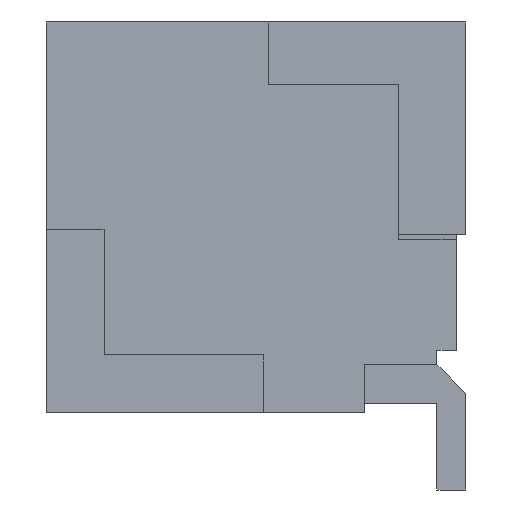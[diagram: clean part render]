
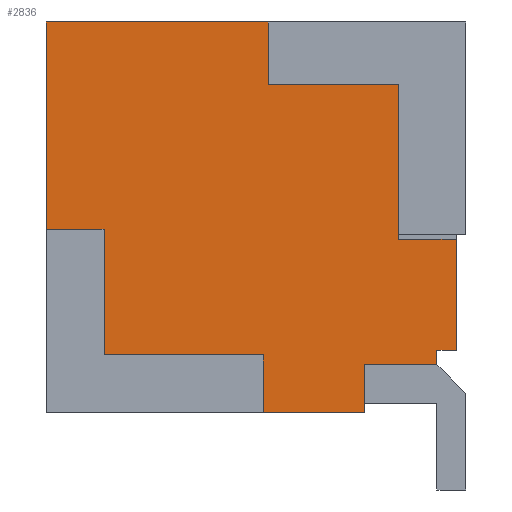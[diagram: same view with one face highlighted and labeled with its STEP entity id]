
A CAD part, left-side view. The second image highlights one B-rep face of the part: STEP entity #2836.
In plain terms, the highlighted planar face has unit normal (-1, 0, 0).
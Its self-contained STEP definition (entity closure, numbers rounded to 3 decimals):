
#2836=ADVANCED_FACE('',(#3072),#8104,.T.);
#3072=FACE_OUTER_BOUND('',#3308,.T.);
#3308=EDGE_LOOP('',(#4404,#4405,#4406,#4407,#4408,#4409,#4410,#4411,#4412,
#4413,#4414,#4415,#4416,#4417,#4418,#4419));
#4404=ORIENTED_EDGE('',*,*,#5545,.F.);
#4405=ORIENTED_EDGE('',*,*,#5546,.F.);
#4406=ORIENTED_EDGE('',*,*,#5547,.F.);
#4407=ORIENTED_EDGE('',*,*,#5548,.F.);
#4408=ORIENTED_EDGE('',*,*,#5549,.F.);
#4409=ORIENTED_EDGE('',*,*,#5550,.F.);
#4410=ORIENTED_EDGE('',*,*,#5551,.F.);
#4411=ORIENTED_EDGE('',*,*,#5552,.F.);
#4412=ORIENTED_EDGE('',*,*,#5553,.F.);
#4413=ORIENTED_EDGE('',*,*,#5554,.F.);
#4414=ORIENTED_EDGE('',*,*,#5555,.F.);
#4415=ORIENTED_EDGE('',*,*,#5556,.F.);
#4416=ORIENTED_EDGE('',*,*,#5557,.F.);
#4417=ORIENTED_EDGE('',*,*,#5558,.F.);
#4418=ORIENTED_EDGE('',*,*,#5559,.F.);
#4419=ORIENTED_EDGE('',*,*,#5544,.F.);
#5544=EDGE_CURVE('',#7824,#7825,#6684,.T.);
#5545=EDGE_CURVE('',#7826,#7824,#6685,.T.);
#5546=EDGE_CURVE('',#7827,#7826,#6686,.T.);
#5547=EDGE_CURVE('',#7828,#7827,#6687,.T.);
#5548=EDGE_CURVE('',#7829,#7828,#6688,.T.);
#5549=EDGE_CURVE('',#7830,#7829,#6689,.T.);
#5550=EDGE_CURVE('',#7831,#7830,#6690,.T.);
#5551=EDGE_CURVE('',#7832,#7831,#6691,.T.);
#5552=EDGE_CURVE('',#7833,#7832,#6692,.T.);
#5553=EDGE_CURVE('',#7834,#7833,#6693,.T.);
#5554=EDGE_CURVE('',#7835,#7834,#6694,.T.);
#5555=EDGE_CURVE('',#7836,#7835,#6695,.T.);
#5556=EDGE_CURVE('',#7837,#7836,#6696,.T.);
#5557=EDGE_CURVE('',#7838,#7837,#6697,.T.);
#5558=EDGE_CURVE('',#7839,#7838,#6698,.T.);
#5559=EDGE_CURVE('',#7825,#7839,#6699,.T.);
#6684=B_SPLINE_CURVE_WITH_KNOTS('',1,(#12116,#12117),.UNSPECIFIED.,.F.,
 .F.,(2,2),(-0.6,0.),.UNSPECIFIED.);
#6685=B_SPLINE_CURVE_WITH_KNOTS('',1,(#12118,#12119),.UNSPECIFIED.,.F.,
 .F.,(2,2),(-1.3,0.),.UNSPECIFIED.);
#6686=B_SPLINE_CURVE_WITH_KNOTS('',1,(#12120,#12121),.UNSPECIFIED.,.F.,
 .F.,(2,2),(-1.65,0.),.UNSPECIFIED.);
#6687=B_SPLINE_CURVE_WITH_KNOTS('',1,(#12122,#12123),.UNSPECIFIED.,.F.,
 .F.,(2,2),(-0.6,0.),.UNSPECIFIED.);
#6688=B_SPLINE_CURVE_WITH_KNOTS('',1,(#12124,#12125),.UNSPECIFIED.,.F.,
 .F.,(2,2),(-1.05,0.),.UNSPECIFIED.);
#6689=B_SPLINE_CURVE_WITH_KNOTS('',1,(#12126,#12127),.UNSPECIFIED.,.F.,
 .F.,(2,2),(-0.5,0.),.UNSPECIFIED.);
#6690=B_SPLINE_CURVE_WITH_KNOTS('',1,(#12128,#12129),.UNSPECIFIED.,.F.,
 .F.,(2,2),(-0.75,0.),.UNSPECIFIED.);
#6691=B_SPLINE_CURVE_WITH_KNOTS('',1,(#12130,#12131),.UNSPECIFIED.,.F.,
 .F.,(2,2),(-0.15,0.),.UNSPECIFIED.);
#6692=B_SPLINE_CURVE_WITH_KNOTS('',1,(#12132,#12133),.UNSPECIFIED.,.F.,
 .F.,(2,2),(-0.2,0.),.UNSPECIFIED.);
#6693=B_SPLINE_CURVE_WITH_KNOTS('',1,(#12134,#12135),.UNSPECIFIED.,.F.,
 .F.,(2,2),(0.,1.15),.UNSPECIFIED.);
#6694=B_SPLINE_CURVE_WITH_KNOTS('',1,(#12136,#12137),.UNSPECIFIED.,.F.,
 .F.,(2,2),(-0.6,0.),.UNSPECIFIED.);
#6695=B_SPLINE_CURVE_WITH_KNOTS('',1,(#12138,#12139),.UNSPECIFIED.,.F.,
 .F.,(2,2),(-1.6,0.),.UNSPECIFIED.);
#6696=B_SPLINE_CURVE_WITH_KNOTS('',1,(#12140,#12141),.UNSPECIFIED.,.F.,
 .F.,(2,2),(-1.35,0.),.UNSPECIFIED.);
#6697=B_SPLINE_CURVE_WITH_KNOTS('',1,(#12142,#12143),.UNSPECIFIED.,.F.,
 .F.,(2,2),(-0.65,0.),.UNSPECIFIED.);
#6698=B_SPLINE_CURVE_WITH_KNOTS('',1,(#12144,#12145),.UNSPECIFIED.,.F.,
 .F.,(2,2),(0.,2.3),.UNSPECIFIED.);
#6699=B_SPLINE_CURVE_WITH_KNOTS('',1,(#12146,#12147),.UNSPECIFIED.,.F.,
 .F.,(2,2),(-2.15,0.),.UNSPECIFIED.);
#7824=VERTEX_POINT('',#12100);
#7825=VERTEX_POINT('',#12101);
#7826=VERTEX_POINT('',#12102);
#7827=VERTEX_POINT('',#12103);
#7828=VERTEX_POINT('',#12104);
#7829=VERTEX_POINT('',#12105);
#7830=VERTEX_POINT('',#12106);
#7831=VERTEX_POINT('',#12107);
#7832=VERTEX_POINT('',#12108);
#7833=VERTEX_POINT('',#12109);
#7834=VERTEX_POINT('',#12110);
#7835=VERTEX_POINT('',#12111);
#7836=VERTEX_POINT('',#12112);
#7837=VERTEX_POINT('',#12113);
#7838=VERTEX_POINT('',#12114);
#7839=VERTEX_POINT('',#12115);
#8104=PLANE('',#8360);
#8360=AXIS2_PLACEMENT_3D('',#12099,#8599,$);
#8599=DIRECTION('',(-1.,0.,0.));
#12099=CARTESIAN_POINT('',(-8.25,-0.425,4.455));
#12100=CARTESIAN_POINT('',(-8.25,3.65,1.9));
#12101=CARTESIAN_POINT('',(-8.25,4.25,1.9));
#12102=CARTESIAN_POINT('',(-8.25,3.65,0.6));
#12103=CARTESIAN_POINT('',(-8.25,2.,0.6));
#12104=CARTESIAN_POINT('',(-8.25,2.,0.));
#12105=CARTESIAN_POINT('',(-8.25,0.95,0.));
#12106=CARTESIAN_POINT('',(-8.25,0.95,0.5));
#12107=CARTESIAN_POINT('',(-8.25,0.2,0.5));
#12108=CARTESIAN_POINT('',(-8.25,0.2,0.65));
#12109=CARTESIAN_POINT('',(-8.25,0.,0.65));
#12110=CARTESIAN_POINT('',(-8.25,0.,1.8));
#12111=CARTESIAN_POINT('',(-8.25,0.6,1.8));
#12112=CARTESIAN_POINT('',(-8.25,0.6,3.4));
#12113=CARTESIAN_POINT('',(-8.25,1.95,3.4));
#12114=CARTESIAN_POINT('',(-8.25,1.95,4.05));
#12115=CARTESIAN_POINT('',(-8.25,4.25,4.05));
#12116=CARTESIAN_POINT('',(-8.25,3.65,1.9));
#12117=CARTESIAN_POINT('',(-8.25,4.25,1.9));
#12118=CARTESIAN_POINT('',(-8.25,3.65,0.6));
#12119=CARTESIAN_POINT('',(-8.25,3.65,1.9));
#12120=CARTESIAN_POINT('',(-8.25,2.,0.6));
#12121=CARTESIAN_POINT('',(-8.25,3.65,0.6));
#12122=CARTESIAN_POINT('',(-8.25,2.,0.));
#12123=CARTESIAN_POINT('',(-8.25,2.,0.6));
#12124=CARTESIAN_POINT('',(-8.25,0.95,0.));
#12125=CARTESIAN_POINT('',(-8.25,2.,0.));
#12126=CARTESIAN_POINT('',(-8.25,0.95,0.5));
#12127=CARTESIAN_POINT('',(-8.25,0.95,0.));
#12128=CARTESIAN_POINT('',(-8.25,0.2,0.5));
#12129=CARTESIAN_POINT('',(-8.25,0.95,0.5));
#12130=CARTESIAN_POINT('',(-8.25,0.2,0.65));
#12131=CARTESIAN_POINT('',(-8.25,0.2,0.5));
#12132=CARTESIAN_POINT('',(-8.25,0.,0.65));
#12133=CARTESIAN_POINT('',(-8.25,0.2,0.65));
#12134=CARTESIAN_POINT('',(-8.25,0.,1.8));
#12135=CARTESIAN_POINT('',(-8.25,0.,0.65));
#12136=CARTESIAN_POINT('',(-8.25,0.6,1.8));
#12137=CARTESIAN_POINT('',(-8.25,0.,1.8));
#12138=CARTESIAN_POINT('',(-8.25,0.6,3.4));
#12139=CARTESIAN_POINT('',(-8.25,0.6,1.8));
#12140=CARTESIAN_POINT('',(-8.25,1.95,3.4));
#12141=CARTESIAN_POINT('',(-8.25,0.6,3.4));
#12142=CARTESIAN_POINT('',(-8.25,1.95,4.05));
#12143=CARTESIAN_POINT('',(-8.25,1.95,3.4));
#12144=CARTESIAN_POINT('',(-8.25,4.25,4.05));
#12145=CARTESIAN_POINT('',(-8.25,1.95,4.05));
#12146=CARTESIAN_POINT('',(-8.25,4.25,1.9));
#12147=CARTESIAN_POINT('',(-8.25,4.25,4.05));
